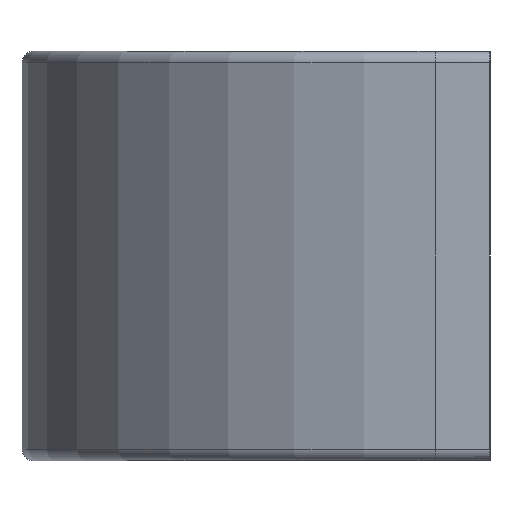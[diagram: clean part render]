
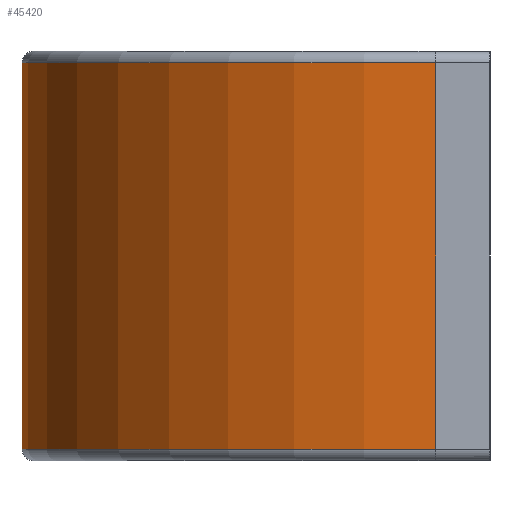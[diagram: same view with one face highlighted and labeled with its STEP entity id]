
A CAD part, left-side view. The second image highlights one B-rep face of the part: STEP entity #45420.
In plain terms, the highlighted cylindrical face has radius 36 mm (diameter 72 mm), a partial arc.
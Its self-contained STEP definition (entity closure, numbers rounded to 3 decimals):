
#43040=CARTESIAN_POINT('',(44.005,4.628,-16.5));
#43050=VERTEX_POINT('',#43040);
#43140=CARTESIAN_POINT('',(115.995,4.628,-16.5));
#43150=VERTEX_POINT('',#43140);
#43180=CARTESIAN_POINT('',(80.,4.,-16.5));
#43190=DIRECTION('',(0.,0.,-1.));
#43200=DIRECTION('',(-1.,0.,0.));
#43210=AXIS2_PLACEMENT_3D('',#43180,#43190,#43200);
#43220=CIRCLE('',#43210,36.);
#43230=EDGE_CURVE('',#43050,#43150,#43220,.T.);
#44730=CARTESIAN_POINT('',(115.995,4.628,16.5));
#44740=VERTEX_POINT('',#44730);
#45060=CARTESIAN_POINT('',(44.005,4.628,16.5));
#45070=VERTEX_POINT('',#45060);
#45100=CARTESIAN_POINT('',(80.,4.,16.5));
#45110=DIRECTION('',(0.,0.,-1.));
#45120=DIRECTION('',(-1.,0.,0.));
#45130=AXIS2_PLACEMENT_3D('',#45100,#45110,#45120);
#45140=CIRCLE('',#45130,36.);
#45150=EDGE_CURVE('',#45070,#44740,#45140,.T.);
#45210=CARTESIAN_POINT('',(80.,4.,0.));
#45220=DIRECTION('',(0.,0.,1.));
#45230=DIRECTION('',(-1.,0.,0.));
#45240=AXIS2_PLACEMENT_3D('',#45210,#45220,#45230);
#45250=CYLINDRICAL_SURFACE('',#45240,36.);
#45260=CARTESIAN_POINT('',(115.995,4.628,0.));
#45270=DIRECTION('',(0.,0.,1.));
#45280=VECTOR('',#45270,1.);
#45290=LINE('',#45260,#45280);
#45300=EDGE_CURVE('',#43150,#44740,#45290,.T.);
#45310=ORIENTED_EDGE('',*,*,#45300,.F.);
#45320=ORIENTED_EDGE('',*,*,#45150,.T.);
#45330=CARTESIAN_POINT('',(44.005,4.628,0.));
#45340=DIRECTION('',(0.,0.,1.));
#45350=VECTOR('',#45340,1.);
#45360=LINE('',#45330,#45350);
#45370=EDGE_CURVE('',#43050,#45070,#45360,.T.);
#45380=ORIENTED_EDGE('',*,*,#45370,.T.);
#45390=ORIENTED_EDGE('',*,*,#43230,.F.);
#45400=EDGE_LOOP('',(#45390,#45380,#45320,#45310));
#45410=FACE_OUTER_BOUND('',#45400,.T.);
#45420=ADVANCED_FACE('',(#45410),#45250,.T.);
